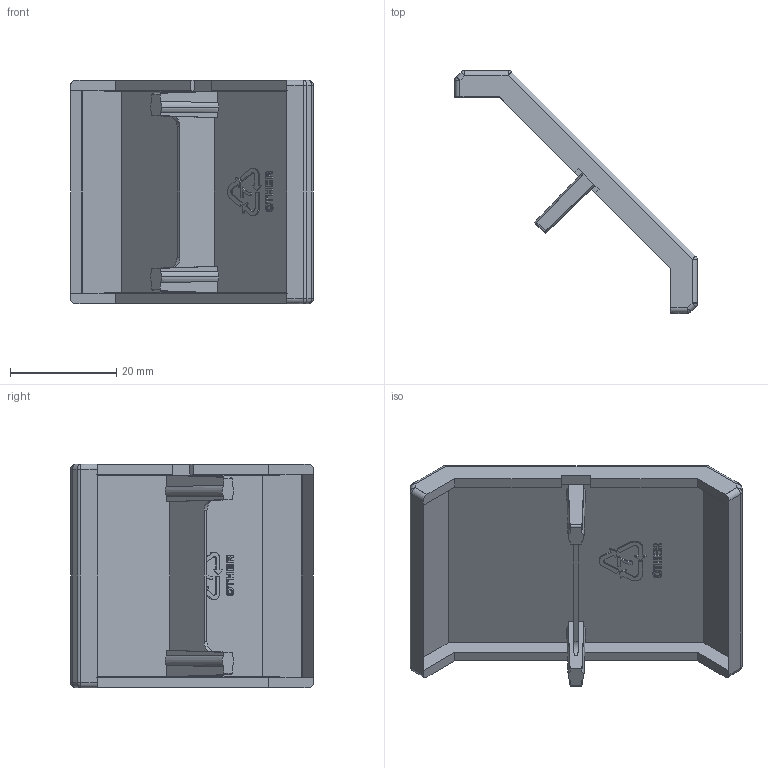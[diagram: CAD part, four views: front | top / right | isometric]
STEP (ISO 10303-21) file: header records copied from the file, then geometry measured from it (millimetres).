
FILE_DESCRIPTION (( 'STEP AP214' ), '1' );
FILE_NAME ('084.206.011.STEP', '2021-02-05T10:43:54', ( '' ), ( '' ), 'SwSTEP 2.0', 'SolidWorks 2018', '' );
FILE_SCHEMA (( 'AUTOMOTIVE_DESIGN' ));
Length unit declared in the file: millimetre
Products named in the file (1): 084.206.011
Bounding box: 45.75 x 45.75 x 42.18 mm (x, y, z)
Volume: 7349.2 mm3; surface area: 8156.5 mm2
Topology: 1 solids, 1 shells, 220 faces, 581 edges, 369 vertices
Faces by surface type: plane 136, bspline 36, cylinder 26, sphere 16, cone 6
Entity records: 6792 total; most frequent: CARTESIAN_POINT 1627, ORIENTED_EDGE 1150, DIRECTION 910, EDGE_CURVE 575, LINE 422, VECTOR 422, VERTEX_POINT 369, AXIS2_PLACEMENT_3D 244
